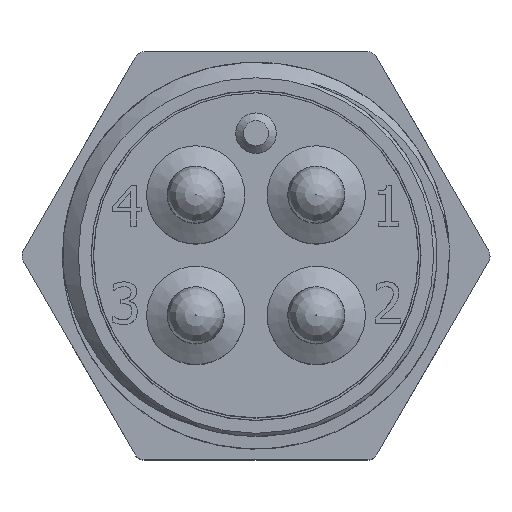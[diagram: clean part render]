
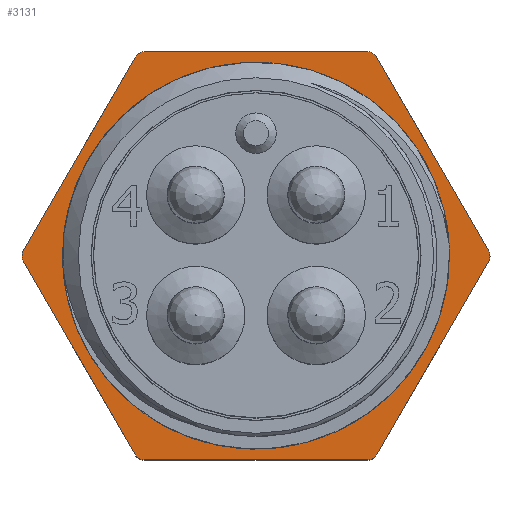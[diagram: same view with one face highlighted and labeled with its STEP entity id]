
A CAD part, top view. The second image highlights one B-rep face of the part: STEP entity #3131.
In plain terms, the highlighted planar face has unit normal (0, 0, 1).
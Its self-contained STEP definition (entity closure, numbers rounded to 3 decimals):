
#142=FACE_BOUND($,#926,.T.);
#194=CIRCLE($,#3322,0.508);
#216=CIRCLE($,#3355,9.22);
#232=CIRCLE($,#3402,0.508);
#233=CIRCLE($,#3403,0.508);
#234=CIRCLE($,#3404,0.508);
#235=CIRCLE($,#3405,0.508);
#236=CIRCLE($,#3406,0.508);
#691=FACE_OUTER_BOUND($,#925,.T.);
#925=EDGE_LOOP($,(#2356,#2357,#2358,#2359,#2360,#2361,#2362,#2363,#2364,
#2365,#2366,#2367));
#926=EDGE_LOOP($,(#2368));
#1112=LINE($,#6088,#1286);
#1114=LINE($,#6092,#1288);
#1117=LINE($,#6098,#1291);
#1120=LINE($,#6104,#1294);
#1123=LINE($,#6110,#1297);
#1125=LINE($,#6115,#1299);
#1286=VECTOR($,#3758,10.925);
#1288=VECTOR($,#3762,10.925);
#1291=VECTOR($,#3767,10.925);
#1294=VECTOR($,#3772,10.925);
#1297=VECTOR($,#3777,10.925);
#1299=VECTOR($,#3781,10.925);
#1479=VERTEX_POINT($,#5685);
#1480=VERTEX_POINT($,#5687);
#1502=VERTEX_POINT($,#5743);
#1547=VERTEX_POINT($,#6087);
#1548=VERTEX_POINT($,#6091);
#1549=VERTEX_POINT($,#6095);
#1550=VERTEX_POINT($,#6097);
#1551=VERTEX_POINT($,#6101);
#1552=VERTEX_POINT($,#6103);
#1553=VERTEX_POINT($,#6107);
#1554=VERTEX_POINT($,#6109);
#1555=VERTEX_POINT($,#6113);
#1556=VERTEX_POINT($,#6114);
#1792=EDGE_CURVE($,#1480,#1479,#194,.T.);
#1815=EDGE_CURVE($,#1502,#1502,#216,.T.);
#1865=EDGE_CURVE($,#1479,#1547,#1112,.T.);
#1867=EDGE_CURVE($,#1548,#1480,#1114,.T.);
#1870=EDGE_CURVE($,#1550,#1549,#1117,.T.);
#1873=EDGE_CURVE($,#1552,#1551,#1120,.T.);
#1876=EDGE_CURVE($,#1554,#1553,#1123,.T.);
#1878=EDGE_CURVE($,#1555,#1556,#1125,.T.);
#1881=EDGE_CURVE($,#1547,#1555,#232,.T.);
#1882=EDGE_CURVE($,#1556,#1554,#233,.T.);
#1883=EDGE_CURVE($,#1553,#1552,#234,.T.);
#1884=EDGE_CURVE($,#1551,#1550,#235,.T.);
#1885=EDGE_CURVE($,#1549,#1548,#236,.T.);
#2356=ORIENTED_EDGE($,*,*,#1867,.T.);
#2357=ORIENTED_EDGE($,*,*,#1792,.T.);
#2358=ORIENTED_EDGE($,*,*,#1865,.T.);
#2359=ORIENTED_EDGE($,*,*,#1881,.T.);
#2360=ORIENTED_EDGE($,*,*,#1878,.T.);
#2361=ORIENTED_EDGE($,*,*,#1882,.T.);
#2362=ORIENTED_EDGE($,*,*,#1876,.T.);
#2363=ORIENTED_EDGE($,*,*,#1883,.T.);
#2364=ORIENTED_EDGE($,*,*,#1873,.T.);
#2365=ORIENTED_EDGE($,*,*,#1884,.T.);
#2366=ORIENTED_EDGE($,*,*,#1870,.T.);
#2367=ORIENTED_EDGE($,*,*,#1885,.T.);
#2368=ORIENTED_EDGE($,*,*,#1815,.T.);
#3007=PLANE($,#3401);
#3131=ADVANCED_FACE($,(#691,#142),#3007,.T.);
#3322=AXIS2_PLACEMENT_3D($,#5688,#3621,#3622);
#3355=AXIS2_PLACEMENT_3D($,#5744,#3688,#3689);
#3401=AXIS2_PLACEMENT_3D($,#6124,#3796,#3797);
#3402=AXIS2_PLACEMENT_3D($,#6125,#3798,#3799);
#3403=AXIS2_PLACEMENT_3D($,#6126,#3800,#3801);
#3404=AXIS2_PLACEMENT_3D($,#6127,#3802,#3803);
#3405=AXIS2_PLACEMENT_3D($,#6128,#3804,#3805);
#3406=AXIS2_PLACEMENT_3D($,#6129,#3806,#3807);
#3621=DIRECTION('center_axis',(0.,0.,1.));
#3622=DIRECTION('ref_axis',(1.,0.,0.));
#3688=DIRECTION('center_axis',(0.,0.,-1.));
#3689=DIRECTION('ref_axis',(1.,0.,0.));
#3758=DIRECTION($,(-0.5,0.866,0.));
#3762=DIRECTION($,(0.5,0.866,0.));
#3767=DIRECTION($,(1.,0.,0.));
#3772=DIRECTION($,(0.5,-0.866,0.));
#3777=DIRECTION($,(-0.5,-0.866,0.));
#3781=DIRECTION($,(-1.,0.,0.));
#3796=DIRECTION('center_axis',(0.,0.,1.));
#3797=DIRECTION('ref_axis',(1.,0.,0.));
#3798=DIRECTION('center_axis',(0.,0.,1.));
#3799=DIRECTION('ref_axis',(1.,0.,0.));
#3800=DIRECTION('center_axis',(0.,0.,1.));
#3801=DIRECTION('ref_axis',(1.,0.,0.));
#3802=DIRECTION('center_axis',(0.,0.,1.));
#3803=DIRECTION('ref_axis',(1.,0.,0.));
#3804=DIRECTION('center_axis',(0.,0.,1.));
#3805=DIRECTION('ref_axis',(1.,0.,0.));
#3806=DIRECTION('center_axis',(0.,0.,1.));
#3807=DIRECTION('ref_axis',(1.,0.,0.));
#5685=CARTESIAN_POINT('',(11.365,0.254,-9.525));
#5687=CARTESIAN_POINT('',(11.365,-0.254,-9.525));
#5688=CARTESIAN_POINT('Origin',(10.925,0.,
-9.525));
#5743=CARTESIAN_POINT('',(9.22,0.,-9.525));
#5744=CARTESIAN_POINT('Origin',(0.,0.,-9.525));
#6087=CARTESIAN_POINT('',(5.903,9.716,-9.525));
#6088=CARTESIAN_POINT($,(11.365,0.254,-9.525));
#6091=CARTESIAN_POINT('',(5.903,-9.716,-9.525));
#6092=CARTESIAN_POINT($,(5.903,-9.716,-9.525));
#6095=CARTESIAN_POINT('',(5.463,-9.97,-9.525));
#6097=CARTESIAN_POINT('',(-5.463,-9.97,-9.525));
#6098=CARTESIAN_POINT($,(-5.463,-9.97,-9.525));
#6101=CARTESIAN_POINT('',(-5.903,-9.716,-9.525));
#6103=CARTESIAN_POINT('',(-11.365,-0.254,-9.525));
#6104=CARTESIAN_POINT($,(-11.365,-0.254,-9.525));
#6107=CARTESIAN_POINT('',(-11.365,0.254,-9.525));
#6109=CARTESIAN_POINT('',(-5.903,9.716,-9.525));
#6110=CARTESIAN_POINT($,(-5.903,9.716,-9.525));
#6113=CARTESIAN_POINT('',(5.463,9.97,-9.525));
#6114=CARTESIAN_POINT('',(-5.463,9.97,-9.525));
#6115=CARTESIAN_POINT($,(5.463,9.97,-9.525));
#6124=CARTESIAN_POINT('Origin',(0.,0.,-9.525));
#6125=CARTESIAN_POINT('Origin',(5.463,9.462,-9.525));
#6126=CARTESIAN_POINT('Origin',(-5.463,9.462,-9.525));
#6127=CARTESIAN_POINT('Origin',(-10.925,0.,
-9.525));
#6128=CARTESIAN_POINT('Origin',(-5.463,-9.462,-9.525));
#6129=CARTESIAN_POINT('Origin',(5.463,-9.462,-9.525));
